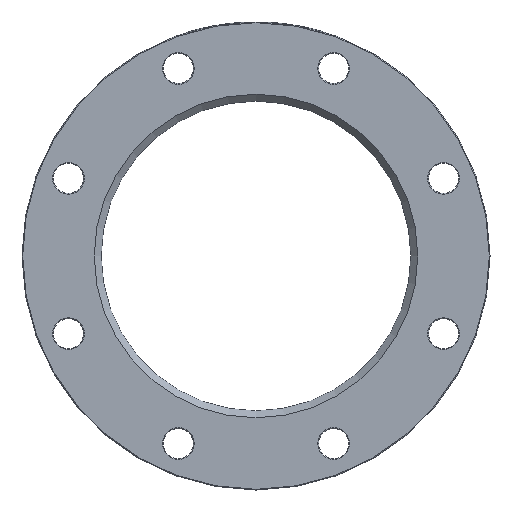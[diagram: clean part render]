
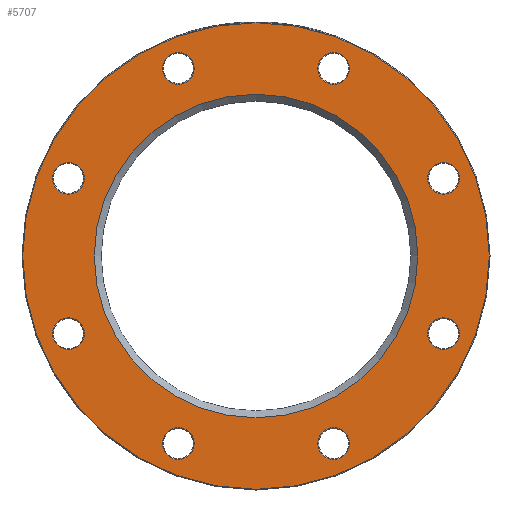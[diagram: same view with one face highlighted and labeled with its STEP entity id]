
A CAD part, left-side view. The second image highlights one B-rep face of the part: STEP entity #5707.
In plain terms, the highlighted planar face has unit normal (-1, 0, 0).
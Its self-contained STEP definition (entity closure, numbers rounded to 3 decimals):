
#2 = PLANE ( 'NONE',  #6587 ) ;
#187 = EDGE_CURVE ( 'NONE', #1101, #1101, #344, .T. ) ;
#316 = CARTESIAN_POINT ( 'NONE',  ( 0., -136.272, 44.946 ) ) ;
#344 = CIRCLE ( 'NONE', #1846, 11.5 ) ;
#441 = DIRECTION ( 'NONE',  ( 1., 0., 0. ) ) ;
#504 = FACE_BOUND ( 'NONE', #6357, .T. ) ;
#580 = FACE_BOUND ( 'NONE', #4775, .T. ) ;
#659 = CARTESIAN_POINT ( 'NONE',  ( 0., -136.272, 56.446 ) ) ;
#661 = AXIS2_PLACEMENT_3D ( 'NONE', #992, #4522, #6079 ) ;
#666 = EDGE_LOOP ( 'NONE', ( #2008 ) ) ;
#673 = AXIS2_PLACEMENT_3D ( 'NONE', #2367, #4456, #2432 ) ;
#752 = VERTEX_POINT ( 'NONE', #4862 ) ;
#956 = EDGE_CURVE ( 'NONE', #4163, #4163, #3661, .T. ) ;
#989 = CIRCLE ( 'NONE', #1952, 11.5 ) ;
#992 = CARTESIAN_POINT ( 'NONE',  ( 0., 0., 0. ) ) ;
#1009 = FACE_BOUND ( 'NONE', #666, .T. ) ;
#1040 = EDGE_LOOP ( 'NONE', ( #5452 ) ) ;
#1046 = DIRECTION ( 'NONE',  ( 1., 0., 0. ) ) ;
#1065 = CARTESIAN_POINT ( 'NONE',  ( 0., -56.446, -147.772 ) ) ;
#1101 = VERTEX_POINT ( 'NONE', #4128 ) ;
#1133 = EDGE_CURVE ( 'NONE', #3547, #3547, #5284, .T. ) ;
#1145 = DIRECTION ( 'NONE',  ( -1., 0., 0. ) ) ;
#1253 = VERTEX_POINT ( 'NONE', #2300 ) ;
#1385 = DIRECTION ( 'NONE',  ( 0., 0., -1. ) ) ;
#1397 = DIRECTION ( 'NONE',  ( 1., 0., 0. ) ) ;
#1577 = EDGE_CURVE ( 'NONE', #5072, #5072, #5946, .T. ) ;
#1650 = AXIS2_PLACEMENT_3D ( 'NONE', #5261, #1145, #3234 ) ;
#1675 = DIRECTION ( 'NONE',  ( 0., 0., -1. ) ) ;
#1846 = AXIS2_PLACEMENT_3D ( 'NONE', #4923, #2224, #3837 ) ;
#1952 = AXIS2_PLACEMENT_3D ( 'NONE', #659, #2303, #1675 ) ;
#1962 = AXIS2_PLACEMENT_3D ( 'NONE', #5020, #2993, #4958 ) ;
#2008 = ORIENTED_EDGE ( 'NONE', *, *, #956, .T. ) ;
#2071 = CIRCLE ( 'NONE', #2930, 11.5 ) ;
#2122 = FACE_BOUND ( 'NONE', #2416, .T. ) ;
#2175 = CIRCLE ( 'NONE', #6040, 11.5 ) ;
#2224 = DIRECTION ( 'NONE',  ( 1., 0., 0. ) ) ;
#2300 = CARTESIAN_POINT ( 'NONE',  ( 0., 0., -169.5 ) ) ;
#2303 = DIRECTION ( 'NONE',  ( 1., 0., 0. ) ) ;
#2367 = CARTESIAN_POINT ( 'NONE',  ( 0., -136.272, -56.446 ) ) ;
#2416 = EDGE_LOOP ( 'NONE', ( #5186 ) ) ;
#2432 = DIRECTION ( 'NONE',  ( 0., 0., -1. ) ) ;
#2456 = DIRECTION ( 'NONE',  ( 0., 0., -1. ) ) ;
#2551 = FACE_BOUND ( 'NONE', #1040, .T. ) ;
#2624 = FACE_BOUND ( 'NONE', #6163, .T. ) ;
#2759 = CARTESIAN_POINT ( 'NONE',  ( 0., -56.446, -136.272 ) ) ;
#2819 = CIRCLE ( 'NONE', #1962, 11.5 ) ;
#2837 = VERTEX_POINT ( 'NONE', #3695 ) ;
#2930 = AXIS2_PLACEMENT_3D ( 'NONE', #5021, #441, #2456 ) ;
#2951 = ORIENTED_EDGE ( 'NONE', *, *, #6314, .T. ) ;
#2993 = DIRECTION ( 'NONE',  ( 1., 0., 0. ) ) ;
#3021 = ORIENTED_EDGE ( 'NONE', *, *, #4833, .T. ) ;
#3064 = FACE_OUTER_BOUND ( 'NONE', #5380, .T. ) ;
#3081 = CARTESIAN_POINT ( 'NONE',  ( 0., 136.272, -67.946 ) ) ;
#3096 = DIRECTION ( 'NONE',  ( 0., 0., -1. ) ) ;
#3183 = ORIENTED_EDGE ( 'NONE', *, *, #5113, .T. ) ;
#3234 = DIRECTION ( 'NONE',  ( 0., 0., -1. ) ) ;
#3324 = EDGE_LOOP ( 'NONE', ( #2951 ) ) ;
#3547 = VERTEX_POINT ( 'NONE', #3081 ) ;
#3600 = FACE_BOUND ( 'NONE', #3324, .T. ) ;
#3661 = CIRCLE ( 'NONE', #661, 117.5 ) ;
#3695 = CARTESIAN_POINT ( 'NONE',  ( 0., -56.446, 124.772 ) ) ;
#3837 = DIRECTION ( 'NONE',  ( 0., 0., -1. ) ) ;
#3948 = DIRECTION ( 'NONE',  ( 1., 0., 0. ) ) ;
#4082 = EDGE_LOOP ( 'NONE', ( #3021 ) ) ;
#4101 = ORIENTED_EDGE ( 'NONE', *, *, #1133, .T. ) ;
#4128 = CARTESIAN_POINT ( 'NONE',  ( 0., 56.446, 124.772 ) ) ;
#4162 = EDGE_CURVE ( 'NONE', #5972, #5972, #989, .T. ) ;
#4163 = VERTEX_POINT ( 'NONE', #6156 ) ;
#4286 = EDGE_CURVE ( 'NONE', #5908, #5908, #4328, .T. ) ;
#4328 = CIRCLE ( 'NONE', #673, 11.5 ) ;
#4361 = CARTESIAN_POINT ( 'NONE',  ( 0., 136.272, -56.446 ) ) ;
#4373 = EDGE_LOOP ( 'NONE', ( #6109 ) ) ;
#4386 = VERTEX_POINT ( 'NONE', #5439 ) ;
#4456 = DIRECTION ( 'NONE',  ( 1., 0., 0. ) ) ;
#4522 = DIRECTION ( 'NONE',  ( 1., 0., 0. ) ) ;
#4613 = FACE_BOUND ( 'NONE', #4082, .T. ) ;
#4775 = EDGE_LOOP ( 'NONE', ( #6388 ) ) ;
#4822 = DIRECTION ( 'NONE',  ( 1., 0., 0. ) ) ;
#4833 = EDGE_CURVE ( 'NONE', #4386, #4386, #2819, .T. ) ;
#4846 = AXIS2_PLACEMENT_3D ( 'NONE', #2759, #4822, #5237 ) ;
#4862 = CARTESIAN_POINT ( 'NONE',  ( 0., 56.446, -147.772 ) ) ;
#4923 = CARTESIAN_POINT ( 'NONE',  ( 0., 56.446, 136.272 ) ) ;
#4958 = DIRECTION ( 'NONE',  ( 0., 0., -1. ) ) ;
#5020 = CARTESIAN_POINT ( 'NONE',  ( 0., 136.272, 56.446 ) ) ;
#5021 = CARTESIAN_POINT ( 'NONE',  ( 0., -56.446, 136.272 ) ) ;
#5062 = ORIENTED_EDGE ( 'NONE', *, *, #1577, .T. ) ;
#5072 = VERTEX_POINT ( 'NONE', #1065 ) ;
#5112 = DIRECTION ( 'NONE',  ( 0., 0., -1. ) ) ;
#5113 = EDGE_CURVE ( 'NONE', #1253, #1253, #6049, .T. ) ;
#5122 = FACE_BOUND ( 'NONE', #4373, .T. ) ;
#5186 = ORIENTED_EDGE ( 'NONE', *, *, #4162, .T. ) ;
#5237 = DIRECTION ( 'NONE',  ( 0., 0., -1. ) ) ;
#5261 = CARTESIAN_POINT ( 'NONE',  ( 0., 0., 0. ) ) ;
#5284 = CIRCLE ( 'NONE', #5410, 11.5 ) ;
#5380 = EDGE_LOOP ( 'NONE', ( #3183 ) ) ;
#5410 = AXIS2_PLACEMENT_3D ( 'NONE', #4361, #3948, #1385 ) ;
#5439 = CARTESIAN_POINT ( 'NONE',  ( 0., 136.272, 44.946 ) ) ;
#5452 = ORIENTED_EDGE ( 'NONE', *, *, #187, .T. ) ;
#5507 = EDGE_CURVE ( 'NONE', #2837, #2837, #2071, .T. ) ;
#5665 = CARTESIAN_POINT ( 'NONE',  ( 0., 112.5, 0. ) ) ;
#5707 = ADVANCED_FACE ( 'NONE', ( #1009, #3064, #2551, #580, #2122, #5122, #504, #3600, #2624, #4613 ), #2, .F. ) ;
#5908 = VERTEX_POINT ( 'NONE', #6255 ) ;
#5946 = CIRCLE ( 'NONE', #4846, 11.5 ) ;
#5972 = VERTEX_POINT ( 'NONE', #316 ) ;
#6023 = CARTESIAN_POINT ( 'NONE',  ( 0., 56.446, -136.272 ) ) ;
#6040 = AXIS2_PLACEMENT_3D ( 'NONE', #6023, #1397, #5112 ) ;
#6049 = CIRCLE ( 'NONE', #1650, 169.5 ) ;
#6079 = DIRECTION ( 'NONE',  ( 0., 0., -1. ) ) ;
#6109 = ORIENTED_EDGE ( 'NONE', *, *, #4286, .T. ) ;
#6156 = CARTESIAN_POINT ( 'NONE',  ( 0., 0., -117.5 ) ) ;
#6163 = EDGE_LOOP ( 'NONE', ( #4101 ) ) ;
#6255 = CARTESIAN_POINT ( 'NONE',  ( 0., -136.272, -67.946 ) ) ;
#6314 = EDGE_CURVE ( 'NONE', #752, #752, #2175, .T. ) ;
#6357 = EDGE_LOOP ( 'NONE', ( #5062 ) ) ;
#6388 = ORIENTED_EDGE ( 'NONE', *, *, #5507, .T. ) ;
#6587 = AXIS2_PLACEMENT_3D ( 'NONE', #5665, #1046, #3096 ) ;
